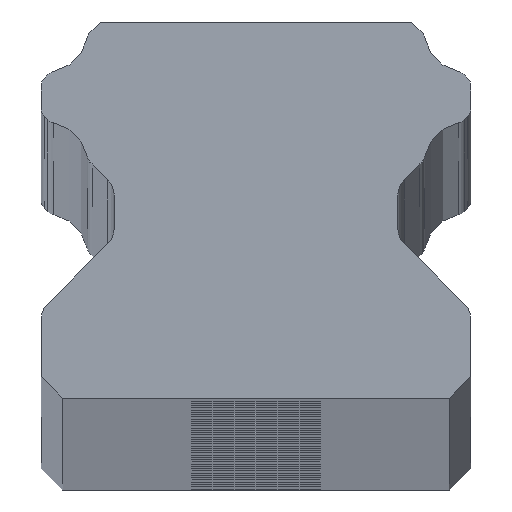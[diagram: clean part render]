
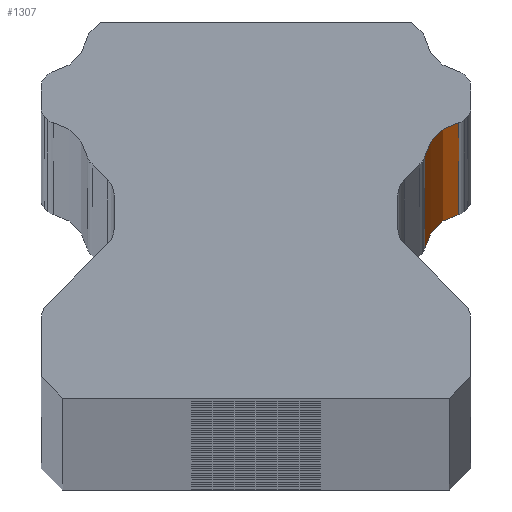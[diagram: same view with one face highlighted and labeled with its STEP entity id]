
A CAD part, top view. The second image highlights one B-rep face of the part: STEP entity #1307.
In plain terms, the highlighted cylindrical face has radius 2 mm (diameter 4 mm), a partial arc.
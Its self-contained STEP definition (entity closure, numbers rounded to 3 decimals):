
#441 = LINE ( 'NONE', #7685, #5153 ) ;
#448 = LINE ( 'NONE', #1761, #4024 ) ;
#453 = DIRECTION ( 'NONE',  ( 0., 0., -1. ) ) ;
#595 = AXIS2_PLACEMENT_3D ( 'NONE', #5807, #965, #4493 ) ;
#922 = EDGE_CURVE ( 'NONE', #4442, #7193, #7568, .T. ) ;
#965 = DIRECTION ( 'NONE',  ( 0., 0., -1. ) ) ;
#985 = CARTESIAN_POINT ( 'NONE',  ( 9.811, -3.146, 1225. ) ) ;
#1101 = EDGE_LOOP ( 'NONE', ( #5179, #5155, #3508, #6981 ) ) ;
#1307 = ADVANCED_FACE ( 'NONE', ( #5297 ), #5108, .F. ) ;
#1343 = CIRCLE ( 'NONE', #595, 2. ) ;
#1557 = CARTESIAN_POINT ( 'NONE',  ( 7.847, -2.767, 1225. ) ) ;
#1746 = CARTESIAN_POINT ( 'NONE',  ( 9.432, -1.182, 1225. ) ) ;
#1756 = DIRECTION ( 'NONE',  ( 0., 0., -1. ) ) ;
#1761 = CARTESIAN_POINT ( 'NONE',  ( 9.432, -1.182, 1225. ) ) ;
#2317 = EDGE_CURVE ( 'NONE', #2400, #6668, #1343, .T. ) ;
#2322 = CARTESIAN_POINT ( 'NONE',  ( 9.811, -3.146, -1225. ) ) ;
#2400 = VERTEX_POINT ( 'NONE', #1557 ) ;
#3454 = CARTESIAN_POINT ( 'NONE',  ( 7.847, -2.767, -1225. ) ) ;
#3508 = ORIENTED_EDGE ( 'NONE', *, *, #2317, .F. ) ;
#3631 = EDGE_CURVE ( 'NONE', #6668, #7193, #448, .T. ) ;
#4024 = VECTOR ( 'NONE', #4114, 1000. ) ;
#4027 = DIRECTION ( 'NONE',  ( -1., 0., 0. ) ) ;
#4114 = DIRECTION ( 'NONE',  ( 0., 0., -1. ) ) ;
#4302 = EDGE_CURVE ( 'NONE', #2400, #4442, #441, .T. ) ;
#4442 = VERTEX_POINT ( 'NONE', #3454 ) ;
#4493 = DIRECTION ( 'NONE',  ( -1., 0., 0. ) ) ;
#4844 = AXIS2_PLACEMENT_3D ( 'NONE', #985, #5167, #4027 ) ;
#5031 = AXIS2_PLACEMENT_3D ( 'NONE', #2322, #1756, #6509 ) ;
#5108 = CYLINDRICAL_SURFACE ( 'NONE', #4844, 2. ) ;
#5153 = VECTOR ( 'NONE', #453, 1000. ) ;
#5155 = ORIENTED_EDGE ( 'NONE', *, *, #3631, .F. ) ;
#5167 = DIRECTION ( 'NONE',  ( 0., 0., -1. ) ) ;
#5179 = ORIENTED_EDGE ( 'NONE', *, *, #922, .T. ) ;
#5297 = FACE_OUTER_BOUND ( 'NONE', #1101, .T. ) ;
#5759 = CARTESIAN_POINT ( 'NONE',  ( 9.432, -1.182, -1225. ) ) ;
#5807 = CARTESIAN_POINT ( 'NONE',  ( 9.811, -3.146, 1225. ) ) ;
#6509 = DIRECTION ( 'NONE',  ( -1., 0., 0. ) ) ;
#6668 = VERTEX_POINT ( 'NONE', #1746 ) ;
#6981 = ORIENTED_EDGE ( 'NONE', *, *, #4302, .T. ) ;
#7193 = VERTEX_POINT ( 'NONE', #5759 ) ;
#7568 = CIRCLE ( 'NONE', #5031, 2. ) ;
#7685 = CARTESIAN_POINT ( 'NONE',  ( 7.847, -2.767, 1225. ) ) ;
